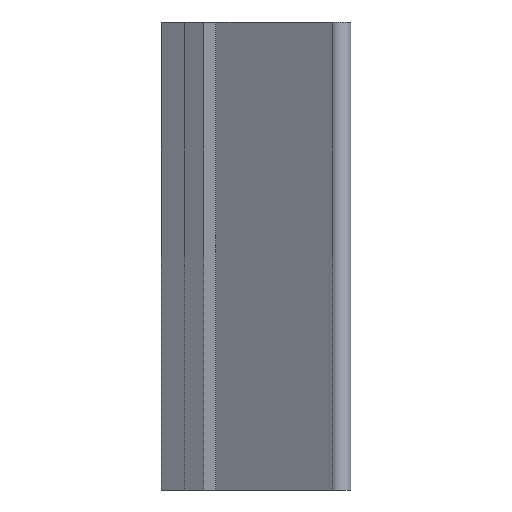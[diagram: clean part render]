
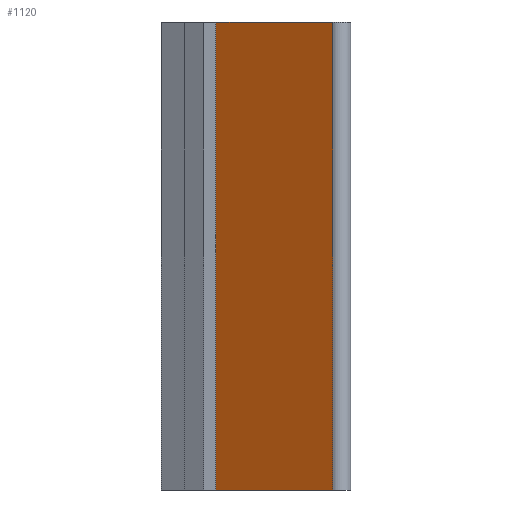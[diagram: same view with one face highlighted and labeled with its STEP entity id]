
A CAD part, front view. The second image highlights one B-rep face of the part: STEP entity #1120.
In plain terms, the highlighted planar face has unit normal (-0.544, -0.839, 0).
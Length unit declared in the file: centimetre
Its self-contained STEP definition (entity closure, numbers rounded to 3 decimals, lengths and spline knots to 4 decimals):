
#239=CARTESIAN_POINT('',(4.3729,7.8577,2.125));
#240=VERTEX_POINT('',#239);
#257=CARTESIAN_POINT('',(4.3729,7.8577,0.125));
#258=VERTEX_POINT('',#257);
#265=CARTESIAN_POINT('',(4.3729,7.8577,2.125));
#266=DIRECTION('',(0.0,0.0,-1.0));
#267=VECTOR('',#266,2.);
#268=LINE('',#265,#267);
#269=EDGE_CURVE('',#240,#258,#268,.T.);
#321=CARTESIAN_POINT('',(4.8728,7.5333,2.125));
#322=VERTEX_POINT('',#321);
#323=CARTESIAN_POINT('',(4.8728,7.5333,2.125));
#324=DIRECTION('',(-0.839,0.544,0.0));
#325=VECTOR('',#324,0.5959);
#326=LINE('',#323,#325);
#327=EDGE_CURVE('',#322,#240,#326,.T.);
#821=CARTESIAN_POINT('',(4.8728,7.5333,0.125));
#822=VERTEX_POINT('',#821);
#823=CARTESIAN_POINT('',(4.8728,7.5333,0.125));
#824=DIRECTION('',(0.0,0.0,1.0));
#825=VECTOR('',#824,2.);
#826=LINE('',#823,#825);
#827=EDGE_CURVE('',#822,#322,#826,.T.);
#1040=CARTESIAN_POINT('',(4.8728,7.5333,0.125));
#1041=DIRECTION('',(-0.839,0.544,0.0));
#1042=VECTOR('',#1041,0.5959);
#1043=LINE('',#1040,#1042);
#1044=EDGE_CURVE('',#822,#258,#1043,.T.);
#1109=CARTESIAN_POINT('',(4.7755,7.5964,1.635));
#1110=DIRECTION('',(0.544,0.839,0.0));
#1111=DIRECTION('',(0.0,0.0,-1.0));
#1112=AXIS2_PLACEMENT_3D('',#1109,#1110,#1111);
#1113=PLANE('',#1112);
#1114=ORIENTED_EDGE('',*,*,#827,.T.);
#1115=ORIENTED_EDGE('',*,*,#327,.T.);
#1116=ORIENTED_EDGE('',*,*,#269,.T.);
#1117=ORIENTED_EDGE('',*,*,#1044,.F.);
#1118=EDGE_LOOP('',(#1114,#1115,#1116,#1117));
#1119=FACE_OUTER_BOUND('',#1118,.T.);
#1120=ADVANCED_FACE('',(#1119),#1113,.F.);
